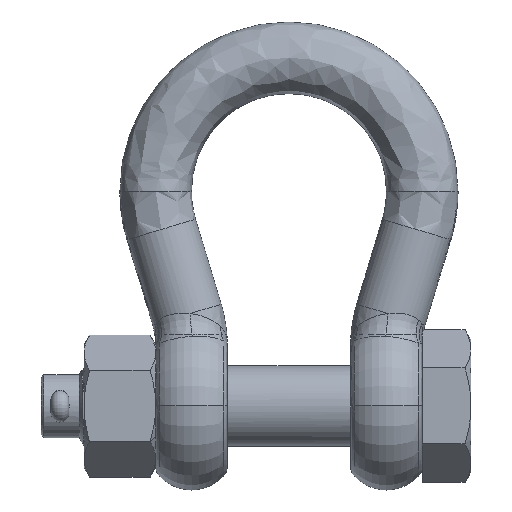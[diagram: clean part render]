
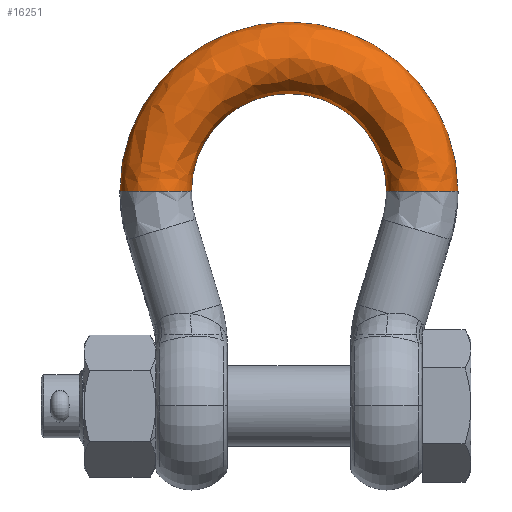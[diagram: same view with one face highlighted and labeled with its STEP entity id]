
A CAD part, top view. The second image highlights one B-rep face of the part: STEP entity #16251.
In plain terms, the highlighted free-form (B-spline) face has degree [3, 3] with [4, 4] control points.
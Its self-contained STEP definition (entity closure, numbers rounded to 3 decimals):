
#4663 = DIRECTION ( 'NONE',  ( 0., 0., 1. ) ) ;
#4664 = DIRECTION ( 'NONE',  ( 0., 1., 0. ) ) ;
#4665 = CARTESIAN_POINT ( 'NONE',  ( 46.5, 75., 0. ) ) ;
#4666 = AXIS2_PLACEMENT_3D ( 'NONE', #4665, #4664, #4663 ) ;
#4667 = CIRCLE ( 'NONE', #4666, 12.5 ) ;
#4670 = CARTESIAN_POINT ( 'NONE',  ( 59., 75., 0. ) ) ;
#4671 = CARTESIAN_POINT ( 'NONE',  ( 59., 193., 0. ) ) ;
#4672 = CARTESIAN_POINT ( 'NONE',  ( -59., 193., 0. ) ) ;
#4673 = CARTESIAN_POINT ( 'NONE',  ( -59., 75., 0. ) ) ;
#4674 = CARTESIAN_POINT ( 'NONE',  ( 59., 75., 25. ) ) ;
#4675 = CARTESIAN_POINT ( 'NONE',  ( 59., 193., 25. ) ) ;
#4676 = CARTESIAN_POINT ( 'NONE',  ( -59., 193., 25. ) ) ;
#4677 = CARTESIAN_POINT ( 'NONE',  ( -59., 75., 25. ) ) ;
#4678 = CARTESIAN_POINT ( 'NONE',  ( 34., 75., 25. ) ) ;
#4679 = CARTESIAN_POINT ( 'NONE',  ( 34., 143., 25. ) ) ;
#4680 = CARTESIAN_POINT ( 'NONE',  ( -34., 143., 25. ) ) ;
#4681 = CARTESIAN_POINT ( 'NONE',  ( -34., 75., 25. ) ) ;
#4682 = CARTESIAN_POINT ( 'NONE',  ( 34., 75., 0. ) ) ;
#4683 = CARTESIAN_POINT ( 'NONE',  ( 34., 143., 0. ) ) ;
#4684 = CARTESIAN_POINT ( 'NONE',  ( -34., 143., 0. ) ) ;
#4685 = CARTESIAN_POINT ( 'NONE',  ( -34., 75., 0. ) ) ;
#7184 = CARTESIAN_POINT ( 'NONE',  ( -34., 75., 0. ) ) ;
#7218 = DIRECTION ( 'NONE',  ( 0., 0., -1. ) ) ;
#7219 = DIRECTION ( 'NONE',  ( 0., -1., 0. ) ) ;
#7220 = CARTESIAN_POINT ( 'NONE',  ( -46.5, 75., 0. ) ) ;
#7221 = AXIS2_PLACEMENT_3D ( 'NONE', #7220, #7219, #7218 ) ;
#7222 = CIRCLE ( 'NONE', #7221, 12.5 ) ;
#13392 = VERTEX_POINT ( 'NONE', #34916 ) ;
#13737 = VERTEX_POINT ( 'NONE', #36328 ) ;
#13789 = VERTEX_POINT ( 'NONE', #7184 ) ;
#13827 = EDGE_CURVE ( 'NONE', #13789, #13737, #7222, .T. ) ;
#15806 = VERTEX_POINT ( 'NONE', #28670 ) ;
#16208 = EDGE_CURVE ( 'NONE', #13392, #13789, #34291, .T. ) ;
#16213 = EDGE_CURVE ( 'NONE', #13737, #15806, #34285, .T. ) ;
#16251 = ADVANCED_FACE ( 'NONE', ( #34384 ), #34379, .F. ) ;
#16253 = EDGE_LOOP ( 'NONE', ( #16254, #16256, #16257, #16258 ) ) ;
#16254 = ORIENTED_EDGE ( 'NONE', *, *, #16255, .T. ) ;
#16255 = EDGE_CURVE ( 'NONE', #13392, #15806, #4667, .T. ) ;
#16256 = ORIENTED_EDGE ( 'NONE', *, *, #16213, .F. ) ;
#16257 = ORIENTED_EDGE ( 'NONE', *, *, #13827, .F. ) ;
#16258 = ORIENTED_EDGE ( 'NONE', *, *, #16208, .F. ) ;
#28670 = CARTESIAN_POINT ( 'NONE',  ( 59., 75., 0. ) ) ;
#34281 = DIRECTION ( 'NONE',  ( -1., 0., 0. ) ) ;
#34282 = DIRECTION ( 'NONE',  ( 0., 0., -1. ) ) ;
#34283 = CARTESIAN_POINT ( 'NONE',  ( 0., 75., 0. ) ) ;
#34284 = AXIS2_PLACEMENT_3D ( 'NONE', #34283, #34282, #34281 ) ;
#34285 = CIRCLE ( 'NONE', #34284, 59. ) ;
#34287 = DIRECTION ( 'NONE',  ( -1., 0., 0. ) ) ;
#34288 = DIRECTION ( 'NONE',  ( 0., 0., 1. ) ) ;
#34289 = CARTESIAN_POINT ( 'NONE',  ( 0., 75., 0. ) ) ;
#34290 = AXIS2_PLACEMENT_3D ( 'NONE', #34289, #34288, #34287 ) ;
#34291 = CIRCLE ( 'NONE', #34290, 34. ) ;
#34379 =( BOUNDED_SURFACE ( )  B_SPLINE_SURFACE ( 3, 3, ( 
 ( #4685, #4684, #4683, #4682 ),
 ( #4681, #4680, #4679, #4678 ),
 ( #4677, #4676, #4675, #4674 ),
 ( #4673, #4672, #4671, #4670 ) ),
 .UNSPECIFIED., .F., .F., .F. ) 
 B_SPLINE_SURFACE_WITH_KNOTS ( ( 4, 4 ),
 ( 4, 4 ),
 ( 0., 1. ),
 ( 0., 1. ),
 .UNSPECIFIED. ) 
 GEOMETRIC_REPRESENTATION_ITEM ( )  RATIONAL_B_SPLINE_SURFACE ( (
 ( 1., 0.333, 0.333, 1.),
 ( 0.333, 0.111, 0.111, 0.333),
 ( 0.333, 0.111, 0.111, 0.333),
 ( 1., 0.333, 0.333, 1.) ) ) 
 REPRESENTATION_ITEM ( '' )  SURFACE ( )  );
#34384 = FACE_OUTER_BOUND ( 'NONE', #16253, .T. ) ;
#34916 = CARTESIAN_POINT ( 'NONE',  ( 34., 75., 0. ) ) ;
#36328 = CARTESIAN_POINT ( 'NONE',  ( -59., 75., 0. ) ) ;
